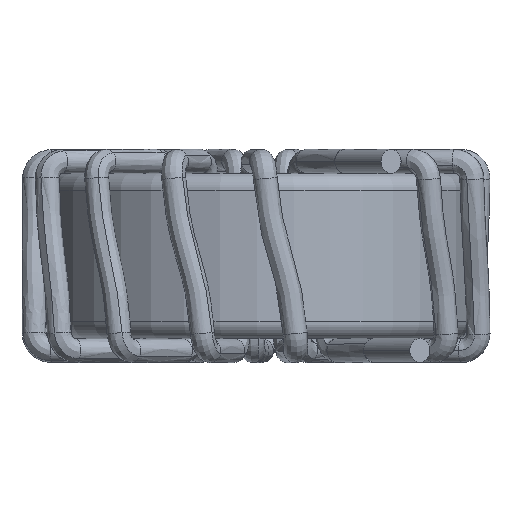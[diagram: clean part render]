
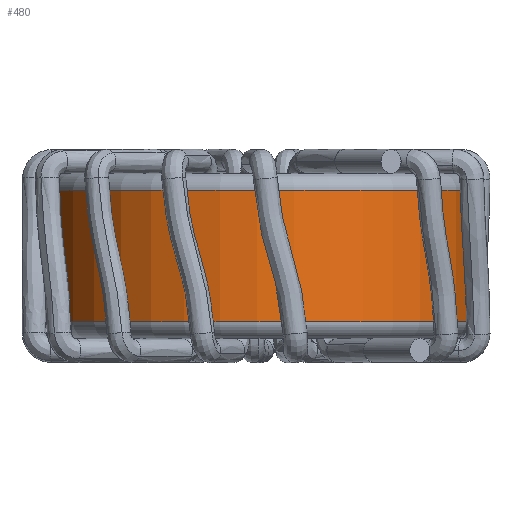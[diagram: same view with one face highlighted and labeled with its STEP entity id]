
A CAD part, front view. The second image highlights one B-rep face of the part: STEP entity #480.
In plain terms, the highlighted cylindrical face has radius 6.2 mm (diameter 12.4 mm), a partial arc.
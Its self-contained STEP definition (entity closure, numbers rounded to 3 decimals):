
#42 = FACE_OUTER_BOUND ( 'NONE', #17162, .T. ) ;
#320 = VECTOR ( 'NONE', #23322, 1000. ) ;
#480 = ADVANCED_FACE ( 'NONE', ( #42 ), #20249, .T. ) ;
#824 = CARTESIAN_POINT ( 'NONE',  ( -6.2, 0., -1.915 ) ) ;
#1024 = ORIENTED_EDGE ( 'NONE', *, *, #21090, .F. ) ;
#1593 = CARTESIAN_POINT ( 'NONE',  ( 6.2, 0., -1.915 ) ) ;
#1731 = DIRECTION ( 'NONE',  ( 0., 0., 1. ) ) ;
#1951 = CARTESIAN_POINT ( 'NONE',  ( 0., 0., -1.915 ) ) ;
#2033 = AXIS2_PLACEMENT_3D ( 'NONE', #1951, #2501, #12557 ) ;
#2501 = DIRECTION ( 'NONE',  ( 0., 0., 1. ) ) ;
#2646 = VERTEX_POINT ( 'NONE', #824 ) ;
#4400 = DIRECTION ( 'NONE',  ( 0., 0., 1. ) ) ;
#4654 = CIRCLE ( 'NONE', #2033, 6.2 ) ;
#5751 = CARTESIAN_POINT ( 'NONE',  ( 6.2, 0., 1.915 ) ) ;
#6160 = CARTESIAN_POINT ( 'NONE',  ( 0., 0., 1.915 ) ) ;
#8670 = ORIENTED_EDGE ( 'NONE', *, *, #22224, .F. ) ;
#9797 = VERTEX_POINT ( 'NONE', #5751 ) ;
#10831 = VECTOR ( 'NONE', #1731, 1000. ) ;
#11732 = VERTEX_POINT ( 'NONE', #13907 ) ;
#12557 = DIRECTION ( 'NONE',  ( 1., 0., 0. ) ) ;
#12635 = CIRCLE ( 'NONE', #18699, 6.2 ) ;
#12676 = DIRECTION ( 'NONE',  ( 0., 0., 1. ) ) ;
#12761 = ORIENTED_EDGE ( 'NONE', *, *, #20137, .T. ) ;
#13907 = CARTESIAN_POINT ( 'NONE',  ( -6.2, 0., 1.915 ) ) ;
#14601 = AXIS2_PLACEMENT_3D ( 'NONE', #16894, #12676, #19045 ) ;
#14718 = DIRECTION ( 'NONE',  ( 1., 0., 0. ) ) ;
#14837 = ORIENTED_EDGE ( 'NONE', *, *, #23251, .T. ) ;
#16894 = CARTESIAN_POINT ( 'NONE',  ( 0., 0., 0. ) ) ;
#17162 = EDGE_LOOP ( 'NONE', ( #1024, #12761, #14837, #8670 ) ) ;
#18699 = AXIS2_PLACEMENT_3D ( 'NONE', #6160, #4400, #14718 ) ;
#18955 = CARTESIAN_POINT ( 'NONE',  ( -6.2, 0., 0. ) ) ;
#19045 = DIRECTION ( 'NONE',  ( 1., 0., 0. ) ) ;
#19100 = LINE ( 'NONE', #18955, #320 ) ;
#20137 = EDGE_CURVE ( 'NONE', #2646, #21856, #4654, .T. ) ;
#20249 = CYLINDRICAL_SURFACE ( 'NONE', #14601, 6.2 ) ;
#21090 = EDGE_CURVE ( 'NONE', #2646, #11732, #19100, .T. ) ;
#21856 = VERTEX_POINT ( 'NONE', #1593 ) ;
#22224 = EDGE_CURVE ( 'NONE', #11732, #9797, #12635, .T. ) ;
#23251 = EDGE_CURVE ( 'NONE', #21856, #9797, #26712, .T. ) ;
#23322 = DIRECTION ( 'NONE',  ( 0., 0., 1. ) ) ;
#24693 = CARTESIAN_POINT ( 'NONE',  ( 6.2, 0., 0. ) ) ;
#26712 = LINE ( 'NONE', #24693, #10831 ) ;
